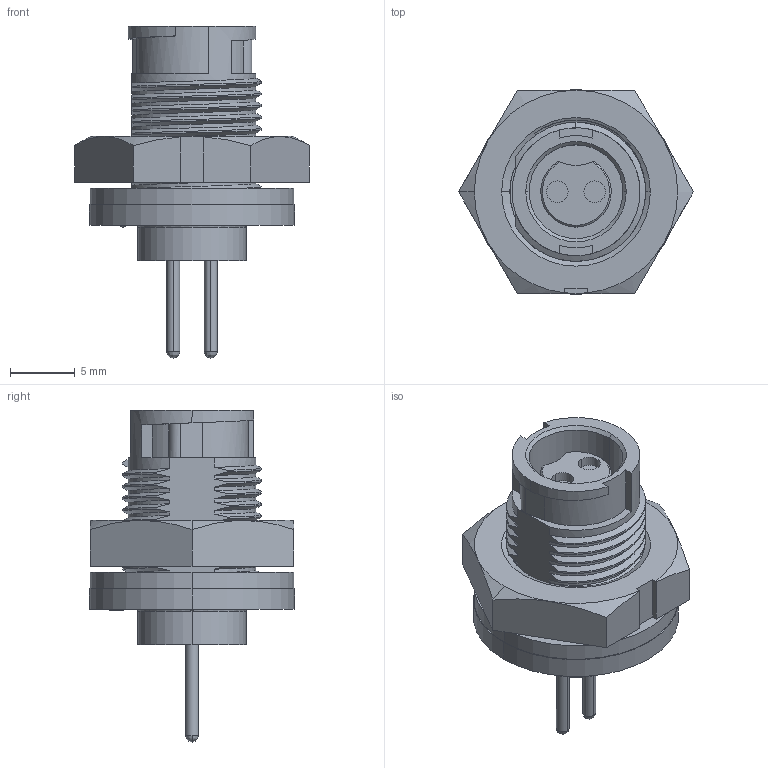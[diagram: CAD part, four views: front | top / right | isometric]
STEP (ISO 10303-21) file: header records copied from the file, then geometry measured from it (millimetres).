
FILE_DESCRIPTION (( 'STEP AP203' ), '1' );
FILE_NAME ('17292-2SG-300.STEP', '2012-11-29T14:35:42', ( '21FPBF1' ), ( 'Conxall' ), 'SwSTEP 2.0', 'SolidWorks 2012', '' );
FILE_SCHEMA (( 'CONFIG_CONTROL_DESIGN' ));
Length unit declared in the file: inch
Products named in the file (1): 17292-2SG-300
Bounding box: 18.18 x 15.88 x 25.7 mm (x, y, z)
Volume: 1886 mm3; surface area: 2142.5 mm2
Topology: 2 solids, 2 shells, 181 faces, 481 edges, 314 vertices
Faces by surface type: cylinder 72, plane 47, bspline 46, cone 16
Entity records: 12982 total; most frequent: CARTESIAN_POINT 8931, ORIENTED_EDGE 954, DIRECTION 672, EDGE_CURVE 477, VERTEX_POINT 314, AXIS2_PLACEMENT_3D 239, EDGE_LOOP 197, LINE 194
